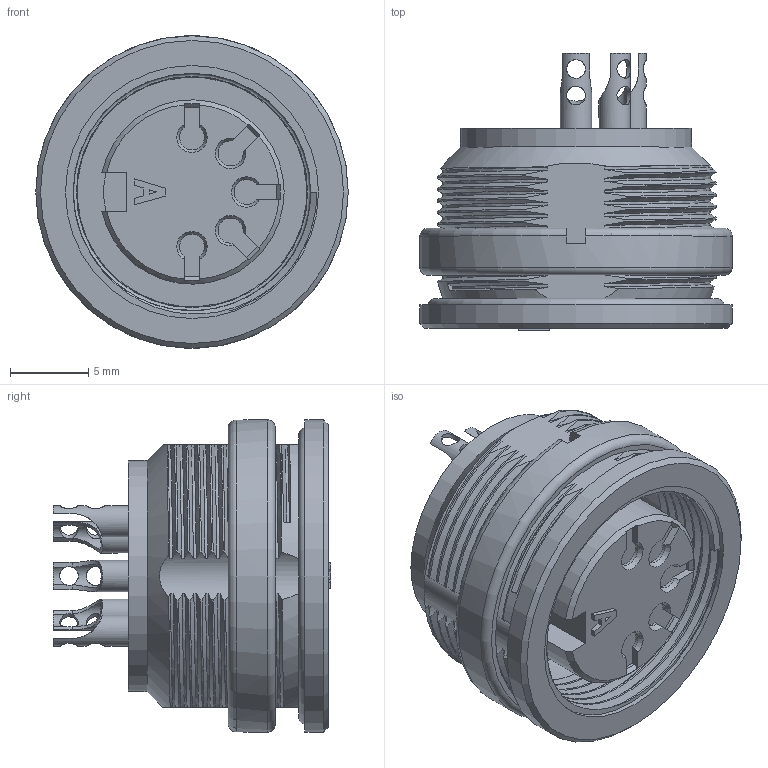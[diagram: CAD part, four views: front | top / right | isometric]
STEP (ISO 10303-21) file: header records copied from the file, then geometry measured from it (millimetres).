
FILE_DESCRIPTION(/* description */ (''),/* implementation_level */ '2;1');
FILE_NAME(/* name */ 'c091 31n105 100 2nxc001-02.stp',/* time_stamp */ '2021-02-09T10:12:56+01:00',/* author */ (''),/* organization */ (''),/* preprocessor_version */ 'ST-DEVELOPER v16.7',/* originating_system */ 'SIEMENS PLM Software NX 12.0',/* authorisation */ '');
FILE_SCHEMA (('AUTOMOTIVE_DESIGN { 1 0 10303 214 3 1 1 1 }'));
Length unit declared in the file: millimetre
Products named in the file (1): c091 31n105 100 2nxc001-02
Bounding box: 20 x 17.75 x 20 mm (x, y, z)
Volume: 2439.5 mm3; surface area: 3331.3 mm2
Topology: 1 solids, 1 shells, 444 faces, 1302 edges, 859 vertices
Faces by surface type: plane 183, cylinder 157, bspline 81, cone 15, torus 8
Full cylindrical faces by diameter (mm): 1.2 x10, 1.5 x5, 2 x5, 13.1 x1, 14.7 x1, 14.8 x1, 15.2 x6, 16.2 x1, 18.3 x1, 19.2 x1, 20 x2
Entity records: 32743 total; most frequent: CARTESIAN_POINT 20984, ORIENTED_EDGE 2446, DIRECTION 1691, EDGE_CURVE 1223, VERTEX_POINT 829, LINE 579, VECTOR 579, AXIS2_PLACEMENT_3D 556
